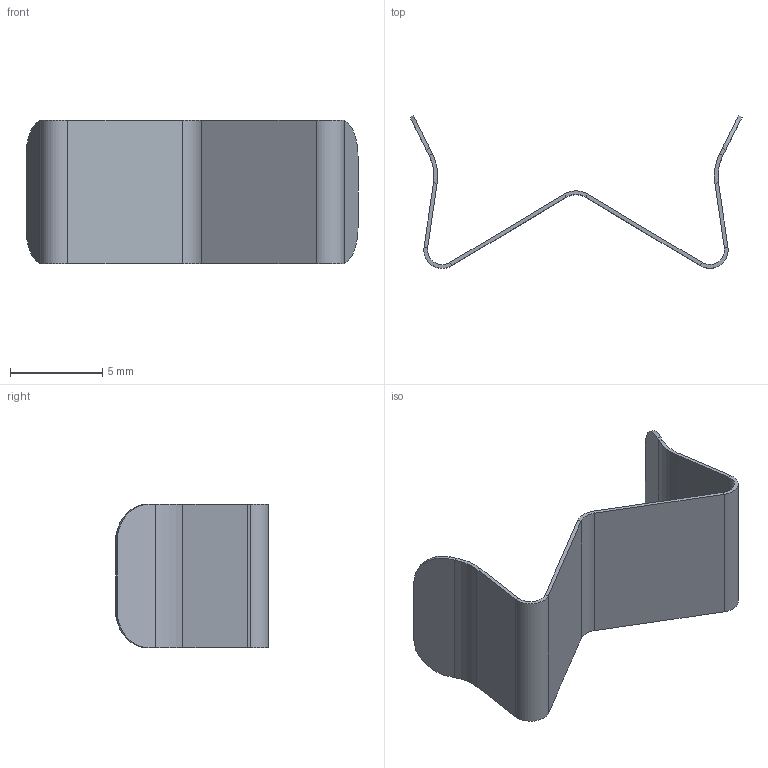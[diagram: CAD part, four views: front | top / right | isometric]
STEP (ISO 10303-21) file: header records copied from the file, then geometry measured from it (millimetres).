
FILE_DESCRIPTION (( 'STEP AP214' ), '1' );
FILE_NAME ('096fn08.STEP', '2014-08-18T12:17:18', ( '' ), ( '' ), 'SwSTEP 2.0', 'SolidWorks 2014', '' );
FILE_SCHEMA (( 'AUTOMOTIVE_DESIGN' ));
Length unit declared in the file: millimetre
Products named in the file (1): 096fn08
Bounding box: 18 x 8.29 x 7.8 mm (x, y, z)
Volume: 53.3 mm3; surface area: 549.5 mm2
Topology: 1 solids, 1 shells, 54 faces, 116 edges, 64 vertices
Faces by surface type: plane 36, cylinder 18
Entity records: 1450 total; most frequent: DIRECTION 262, CARTESIAN_POINT 235, ORIENTED_EDGE 232, EDGE_CURVE 116, AXIS2_PLACEMENT_3D 91, VECTOR 80, LINE 80, VERTEX_POINT 64
